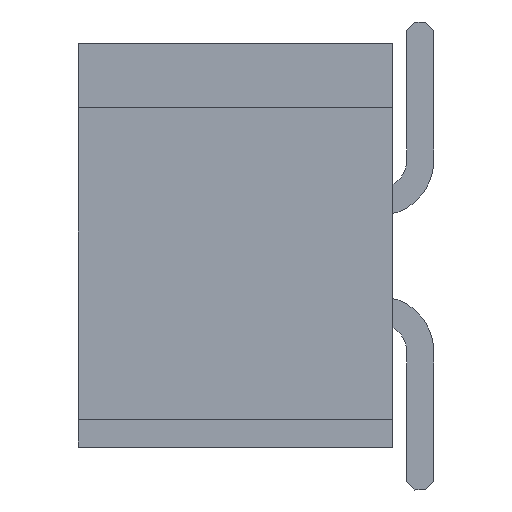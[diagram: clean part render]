
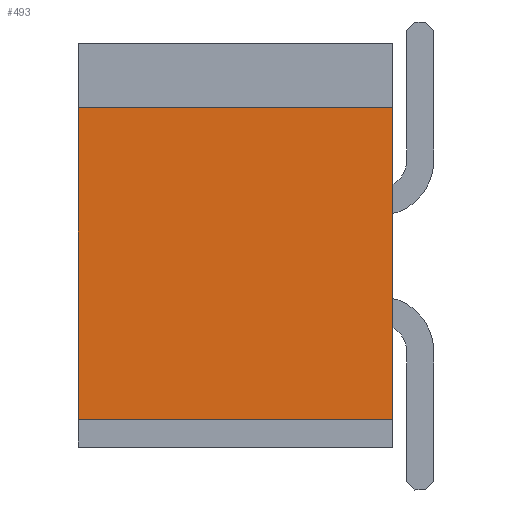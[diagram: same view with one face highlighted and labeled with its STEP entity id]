
A CAD part, left-side view. The second image highlights one B-rep face of the part: STEP entity #493.
In plain terms, the highlighted planar face has unit normal (-1, 0, 0).
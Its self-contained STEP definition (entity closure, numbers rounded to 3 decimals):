
#177=FACE_OUTER_BOUND('',#1106,.T.);
#493=ADVANCED_FACE('PLAN_FACE22',(#177),#809,.T.);
#809=PLANE('',#6396);
#1106=EDGE_LOOP('',(#1607,#1608,#1609,#1610));
#1607=ORIENTED_EDGE('',*,*,#3821,.F.);
#1608=ORIENTED_EDGE('',*,*,#3954,.F.);
#1609=ORIENTED_EDGE('',*,*,#3949,.T.);
#1610=ORIENTED_EDGE('',*,*,#3955,.T.);
#3237=VERTEX_POINT('',#8410);
#3238=VERTEX_POINT('',#8412);
#3340=VERTEX_POINT('',#8660);
#3341=VERTEX_POINT('',#8662);
#3821=EDGE_CURVE('',#3237,#3238,#4718,.T.);
#3949=EDGE_CURVE('',#3341,#3340,#4830,.T.);
#3954=EDGE_CURVE('',#3341,#3237,#4835,.T.);
#3955=EDGE_CURVE('',#3340,#3238,#4836,.T.);
#4718=LINE('',#8411,#5559);
#4830=LINE('',#8661,#5671);
#4835=LINE('',#8671,#5676);
#4836=LINE('',#8672,#5677);
#5559=VECTOR('',#6777,1.);
#5671=VECTOR('',#6959,1.);
#5676=VECTOR('',#6970,1.);
#5677=VECTOR('',#6971,1.);
#6396=AXIS2_PLACEMENT_3D('',#8673,#6972,#6973);
#6777=DIRECTION('',(0.,0.,1.));
#6959=DIRECTION('',(0.,0.,1.));
#6970=DIRECTION('',(0.,1.,0.));
#6971=DIRECTION('',(0.,1.,0.));
#6972=DIRECTION('',(-1.,0.,0.));
#6973=DIRECTION('',(0.,0.,1.));
#8410=CARTESIAN_POINT('',(-7.837,2.895,-3.015));
#8411=CARTESIAN_POINT('',(-7.837,2.895,-3.015));
#8412=CARTESIAN_POINT('',(-7.837,2.895,2.735));
#8660=CARTESIAN_POINT('',(-7.837,-2.895,2.735));
#8661=CARTESIAN_POINT('',(-7.837,-2.895,-3.015));
#8662=CARTESIAN_POINT('',(-7.837,-2.895,-3.015));
#8671=CARTESIAN_POINT('',(-7.837,-2.895,-3.015));
#8672=CARTESIAN_POINT('',(-7.837,-2.895,2.735));
#8673=CARTESIAN_POINT('',(-7.837,-2.895,-3.015));
